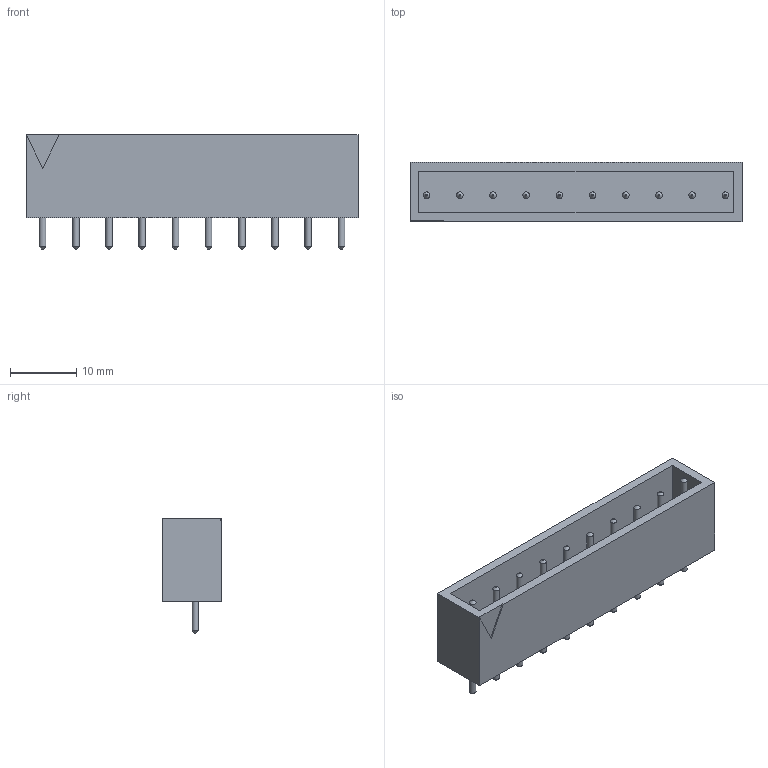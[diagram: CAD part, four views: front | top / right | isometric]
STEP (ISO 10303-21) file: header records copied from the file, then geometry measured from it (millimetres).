
FILE_DESCRIPTION(('FreeCAD Model'),'2;1');
FILE_NAME('5147598.2.1.stp','2020-04-11T18:18:33',( 'Author'),(''),'Open CASCADE STEP processor 6.9','FreeCAD','Unknown' );
FILE_SCHEMA(('AUTOMOTIVE_DESIGN { 1 0 10303 214 1 1 1 1 }'));
Length unit declared in the file: millimetre
Products named in the file (3): ASSEMBLY; Body; LeadsArray
Assembly tree (2 placements, depth 2):
  ASSEMBLY
    Body
    LeadsArray
Bounding box: 50 x 9 x 17.2 mm (x, y, z)
Volume: 3332.8 mm3; surface area: 3784.4 mm2
Topology: 11 solids, 11 shells, 64 faces, 102 edges, 61 vertices
Faces by surface type: plane 34, cone 20, cylinder 10
Full cylindrical faces by diameter (mm): 1 x10
Entity records: 2853 total; most frequent: CARTESIAN_POINT 474, DIRECTION 440, LINE 206, VECTOR 206, ORIENTED_EDGE 204, PCURVE 204, DEFINITIONAL_REPRESENTATION 204, AXIS2_PLACEMENT_3D 107
